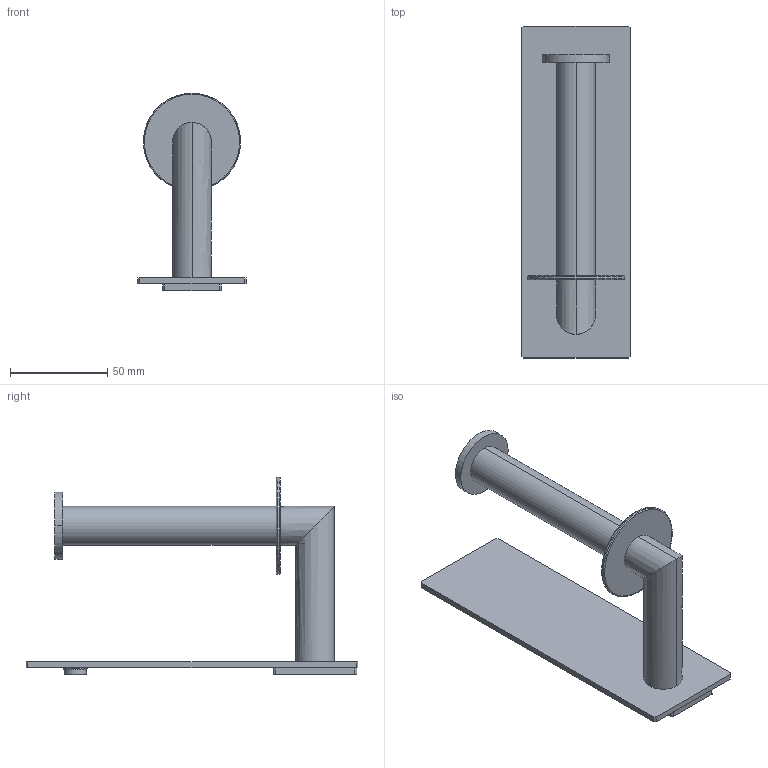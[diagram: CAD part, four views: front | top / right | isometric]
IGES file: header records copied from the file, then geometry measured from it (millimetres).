
Start section:  PTC IGES file: 2807.igs
Global section: file name: 2807.igs; native system: Creo Parametric by PTC Inc.; preprocessor: 2018400; author: jinson.thomas; organization: Unknown; date: 20220214.130821; units: inch
Bounding box: 55.88 x 170.94 x 101.65 mm (x, y, z)
Volume: 103816.3 mm3; surface area: 38835.5 mm2
Topology: 1 solids, 2 shells, 54 faces, 120 edges, 75 vertices
Faces by surface type: revolution 32, bspline 22
